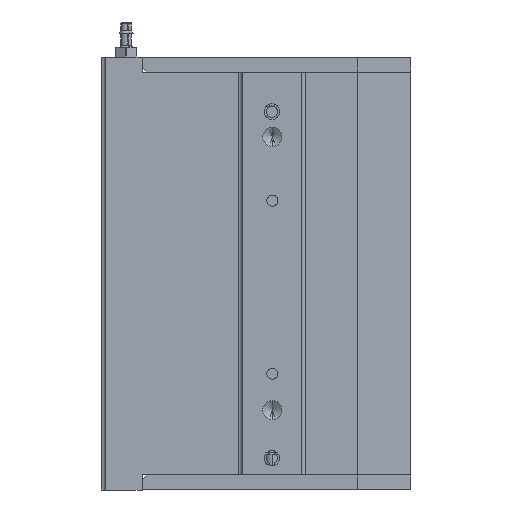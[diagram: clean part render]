
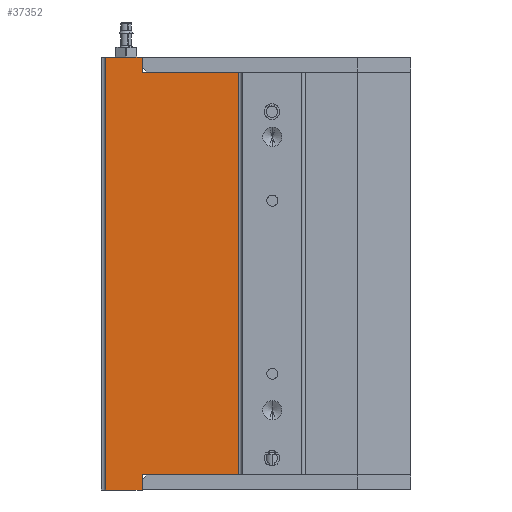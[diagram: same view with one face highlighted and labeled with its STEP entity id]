
A CAD part, left-side view. The second image highlights one B-rep face of the part: STEP entity #37352.
In plain terms, the highlighted planar face has unit normal (-1, 0, 0).
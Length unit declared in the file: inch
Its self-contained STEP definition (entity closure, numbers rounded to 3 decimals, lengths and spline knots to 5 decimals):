
#464 = CARTESIAN_POINT ( 'NONE',  ( -2.42126, 0.29134, -9.47324 ) ) ;
#1089 = CARTESIAN_POINT ( 'NONE',  ( -2.42126, 1.43701, -9.60317 ) ) ;
#4756 = DIRECTION ( 'NONE',  ( 0., 0., 1. ) ) ;
#4775 = VERTEX_POINT ( 'NONE', #40269 ) ;
#6080 = VECTOR ( 'NONE', #29763, 39.37008 ) ;
#6486 = VECTOR ( 'NONE', #17496, 39.37008 ) ;
#7116 = LINE ( 'NONE', #9304, #52775 ) ;
#7402 = EDGE_LOOP ( 'NONE', ( #20810, #25229, #32500, #35550, #14921, #37708, #19120, #15606 ) ) ;
#7636 = CARTESIAN_POINT ( 'NONE',  ( -2.42126, 1.43701, -5.86301 ) ) ;
#7985 = VERTEX_POINT ( 'NONE', #52872 ) ;
#8294 = CARTESIAN_POINT ( 'NONE',  ( -2.42126, 1.43701, -5.86301 ) ) ;
#8859 = LINE ( 'NONE', #39697, #30974 ) ;
#9304 = CARTESIAN_POINT ( 'NONE',  ( -2.42126, 1.43701, -5.99293 ) ) ;
#10241 = CARTESIAN_POINT ( 'NONE',  ( -2.42126, 1.12205, -5.86301 ) ) ;
#10986 = EDGE_CURVE ( 'NONE', #19000, #48807, #19984, .T. ) ;
#11074 = EDGE_CURVE ( 'NONE', #48807, #4775, #42794, .T. ) ;
#12711 = DIRECTION ( 'NONE',  ( 0., -1., 0. ) ) ;
#12806 = CARTESIAN_POINT ( 'NONE',  ( -2.42126, 1.43701, -5.86301 ) ) ;
#13738 = PLANE ( 'NONE',  #50944 ) ;
#13818 = EDGE_CURVE ( 'NONE', #44858, #52829, #41331, .T. ) ;
#14921 = ORIENTED_EDGE ( 'NONE', *, *, #23340, .T. ) ;
#15606 = ORIENTED_EDGE ( 'NONE', *, *, #11074, .T. ) ;
#15889 = CARTESIAN_POINT ( 'NONE',  ( -2.42126, 1.43701, -9.60317 ) ) ;
#17496 = DIRECTION ( 'NONE',  ( 0., 0., 1. ) ) ;
#19000 = VERTEX_POINT ( 'NONE', #12806 ) ;
#19120 = ORIENTED_EDGE ( 'NONE', *, *, #10986, .T. ) ;
#19459 = VECTOR ( 'NONE', #12711, 39.37008 ) ;
#19984 = LINE ( 'NONE', #7636, #42112 ) ;
#20292 = VECTOR ( 'NONE', #4756, 39.37008 ) ;
#20810 = ORIENTED_EDGE ( 'NONE', *, *, #30050, .T. ) ;
#23046 = CARTESIAN_POINT ( 'NONE',  ( -2.42126, 1.43701, -5.86301 ) ) ;
#23340 = EDGE_CURVE ( 'NONE', #37818, #46419, #54172, .T. ) ;
#25229 = ORIENTED_EDGE ( 'NONE', *, *, #34930, .T. ) ;
#25315 = CARTESIAN_POINT ( 'NONE',  ( -2.42126, 0.29134, -5.86301 ) ) ;
#25869 = EDGE_CURVE ( 'NONE', #44858, #37818, #7116, .T. ) ;
#26580 = DIRECTION ( 'NONE',  ( 0., -1., 0. ) ) ;
#27504 = DIRECTION ( 'NONE',  ( 0., 1., 0. ) ) ;
#29763 = DIRECTION ( 'NONE',  ( 0., 0., -1. ) ) ;
#30050 = EDGE_CURVE ( 'NONE', #4775, #7985, #40367, .T. ) ;
#30974 = VECTOR ( 'NONE', #26580, 39.37008 ) ;
#31200 = CARTESIAN_POINT ( 'NONE',  ( -2.42126, 1.12205, -5.86301 ) ) ;
#31664 = CARTESIAN_POINT ( 'NONE',  ( -2.42126, 0.29134, -5.99293 ) ) ;
#32054 = FACE_OUTER_BOUND ( 'NONE', #7402, .T. ) ;
#32500 = ORIENTED_EDGE ( 'NONE', *, *, #13818, .F. ) ;
#34930 = EDGE_CURVE ( 'NONE', #7985, #52829, #8859, .T. ) ;
#35550 = ORIENTED_EDGE ( 'NONE', *, *, #25869, .T. ) ;
#37352 = ADVANCED_FACE ( 'NONE', ( #32054 ), #13738, .F. ) ;
#37708 = ORIENTED_EDGE ( 'NONE', *, *, #42808, .F. ) ;
#37818 = VERTEX_POINT ( 'NONE', #39589 ) ;
#38098 = DIRECTION ( 'NONE',  ( 0., -1., 0. ) ) ;
#39589 = CARTESIAN_POINT ( 'NONE',  ( -2.42126, 1.12205, -5.99293 ) ) ;
#39697 = CARTESIAN_POINT ( 'NONE',  ( -2.42126, 1.43701, -9.47324 ) ) ;
#40269 = CARTESIAN_POINT ( 'NONE',  ( -2.42126, 1.12205, -9.60317 ) ) ;
#40367 = LINE ( 'NONE', #43989, #6486 ) ;
#41331 = LINE ( 'NONE', #25315, #6080 ) ;
#42112 = VECTOR ( 'NONE', #47410, 39.37008 ) ;
#42794 = LINE ( 'NONE', #15889, #53171 ) ;
#42808 = EDGE_CURVE ( 'NONE', #19000, #46419, #53392, .T. ) ;
#43989 = CARTESIAN_POINT ( 'NONE',  ( -2.42126, 1.12205, -5.86301 ) ) ;
#44858 = VERTEX_POINT ( 'NONE', #31664 ) ;
#46419 = VERTEX_POINT ( 'NONE', #10241 ) ;
#47410 = DIRECTION ( 'NONE',  ( 0., 0., -1. ) ) ;
#48807 = VERTEX_POINT ( 'NONE', #1089 ) ;
#50944 = AXIS2_PLACEMENT_3D ( 'NONE', #23046, #53971, #27504 ) ;
#52775 = VECTOR ( 'NONE', #53767, 39.37008 ) ;
#52829 = VERTEX_POINT ( 'NONE', #464 ) ;
#52872 = CARTESIAN_POINT ( 'NONE',  ( -2.42126, 1.12205, -9.47324 ) ) ;
#53171 = VECTOR ( 'NONE', #38098, 39.37008 ) ;
#53392 = LINE ( 'NONE', #8294, #19459 ) ;
#53767 = DIRECTION ( 'NONE',  ( 0., 1., 0. ) ) ;
#53971 = DIRECTION ( 'NONE',  ( 1., 0., 0. ) ) ;
#54172 = LINE ( 'NONE', #31200, #20292 ) ;
